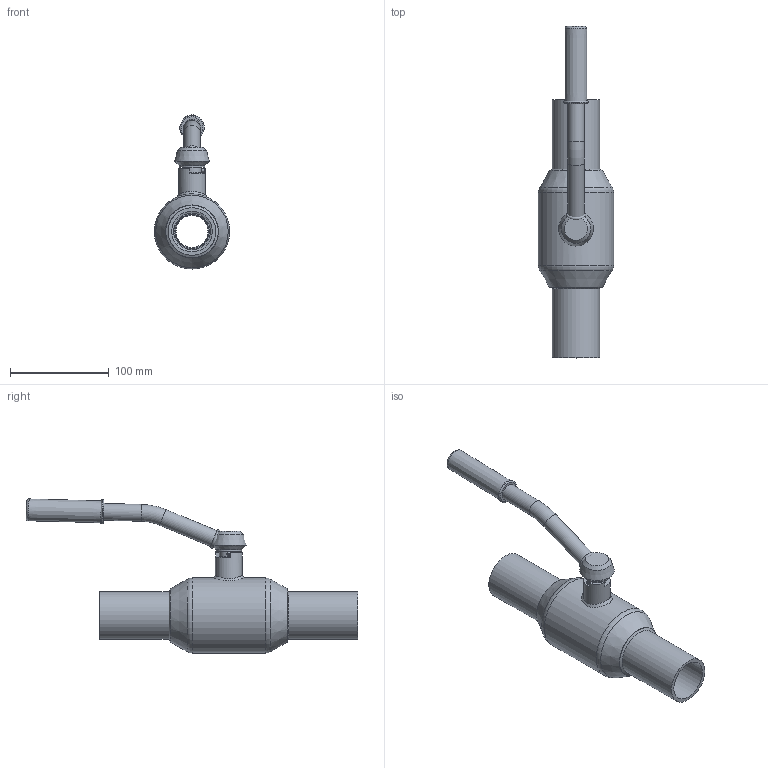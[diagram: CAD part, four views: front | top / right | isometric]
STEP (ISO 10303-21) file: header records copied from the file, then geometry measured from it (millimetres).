
FILE_DESCRIPTION(('TFLEX Exchange Step'),'2;1');
FILE_NAME('065N0120GR - Кран шаровой Premium DN40.stp', '2023-10-26T11:07:02+03:00',('RUCO3277'),('Unknown organisation'),'TFLEX Exchange 2023.2','T-FLEX CAD','Unknown authorisation');
FILE_SCHEMA( ('AUTOMOTIVE_DESIGN { 1 0 10303 214 1 1 1 1 }') );
Length unit declared in the file: millimetre
Products named in the file (1): Nodes
Bounding box: 76 x 335.44 x 155.82 mm (x, y, z)
Volume: 276116.9 mm3; surface area: 188513 mm2
Topology: 25 solids, 25 shells, 189 faces, 431 edges, 279 vertices
Faces by surface type: plane 58, cylinder 55, cone 33, torus 32, bspline 9, sphere 2
Full cylindrical faces by diameter (mm): 4 x2, 4.1 x2, 11.4 x2, 12 x3, 12.1 x1, 12.6 x2, 14 x5, 15 x1, 17 x2, 17.2 x1, 19 x1, 26 x1, 27 x1, 27.4 x1, 32.5 x2, 35 x2, 41 x2, 45 x4, 48 x2, 70 x1, 76 x1
Entity records: 8571 total; most frequent: CARTESIAN_POINT 4070, DIRECTION 1005, ORIENTED_EDGE 836, AXIS2_PLACEMENT_3D 441, EDGE_CURVE 418, VERTEX_POINT 279, CIRCLE 256, EDGE_LOOP 241
